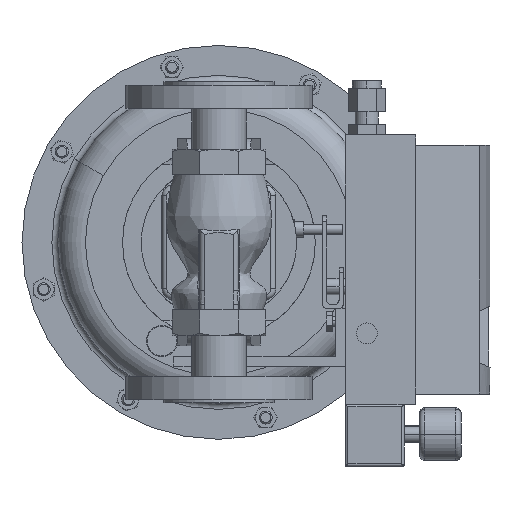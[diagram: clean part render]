
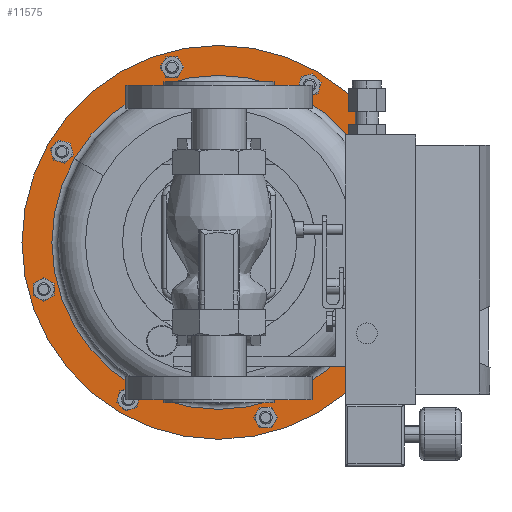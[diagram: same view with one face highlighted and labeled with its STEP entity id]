
A CAD part, front view. The second image highlights one B-rep face of the part: STEP entity #11575.
In plain terms, the highlighted planar face has unit normal (0, -1, 0).
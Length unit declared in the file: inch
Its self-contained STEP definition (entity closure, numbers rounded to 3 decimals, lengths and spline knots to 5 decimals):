
#278 = EDGE_CURVE ( 'NONE', #3345, #30909, #18495, .T. ) ;
#1029 = DIRECTION ( 'NONE',  ( 0.866, 0., -0.5 ) ) ;
#2269 = CARTESIAN_POINT ( 'NONE',  ( -2.375, 8.835, -6.36362 ) ) ;
#2768 = VERTEX_POINT ( 'NONE', #6032 ) ;
#3345 = VERTEX_POINT ( 'NONE', #11152 ) ;
#6032 = CARTESIAN_POINT ( 'NONE',  ( 3.48922, 8.835, -4.2645 ) ) ;
#6579 = CARTESIAN_POINT ( 'NONE',  ( 0., 8.835, -2.25 ) ) ;
#6989 = DIRECTION ( 'NONE',  ( 0., 1., 0. ) ) ;
#9127 = DIRECTION ( 'NONE',  ( 0.866, 0., -0.5 ) ) ;
#10031 = DIRECTION ( 'NONE',  ( 0., -1., 0. ) ) ;
#11152 = CARTESIAN_POINT ( 'NONE',  ( -4.11362, 8.835, 0.125 ) ) ;
#11372 = EDGE_CURVE ( 'NONE', #30909, #3345, #26339, .T. ) ;
#11575 = ADVANCED_FACE ( 'NONE', ( #22328, #15464 ), #22877, .T. ) ;
#11647 = CARTESIAN_POINT ( 'NONE',  ( 0., 8.835, -2.25 ) ) ;
#14243 = DIRECTION ( 'NONE',  ( 0.866, 0., -0.5 ) ) ;
#15464 = FACE_OUTER_BOUND ( 'NONE', #18854, .T. ) ;
#16438 = DIRECTION ( 'NONE',  ( 0., 1., 0. ) ) ;
#16676 = CIRCLE ( 'NONE', #26153, 4.029 ) ;
#17145 = AXIS2_PLACEMENT_3D ( 'NONE', #2269, #10031, #28036 ) ;
#18154 = ORIENTED_EDGE ( 'NONE', *, *, #27960, .T. ) ;
#18495 = CIRCLE ( 'NONE', #20200, 4.75 ) ;
#18854 = EDGE_LOOP ( 'NONE', ( #24636, #30889 ) ) ;
#19001 = CARTESIAN_POINT ( 'NONE',  ( 4.11362, 8.835, -4.625 ) ) ;
#19793 = CIRCLE ( 'NONE', #28901, 4.029 ) ;
#20200 = AXIS2_PLACEMENT_3D ( 'NONE', #31826, #16438, #1029 ) ;
#21238 = AXIS2_PLACEMENT_3D ( 'NONE', #6579, #24544, #9127 ) ;
#22328 = FACE_BOUND ( 'NONE', #22886, .T. ) ;
#22385 = CARTESIAN_POINT ( 'NONE',  ( 0., 8.835, -2.25 ) ) ;
#22877 = PLANE ( 'NONE',  #17145 ) ;
#22886 = EDGE_LOOP ( 'NONE', ( #24405, #18154 ) ) ;
#24405 = ORIENTED_EDGE ( 'NONE', *, *, #30471, .T. ) ;
#24544 = DIRECTION ( 'NONE',  ( 0., 1., 0. ) ) ;
#24636 = ORIENTED_EDGE ( 'NONE', *, *, #11372, .F. ) ;
#24959 = DIRECTION ( 'NONE',  ( 0.866, 0., -0.5 ) ) ;
#26153 = AXIS2_PLACEMENT_3D ( 'NONE', #11647, #29637, #14243 ) ;
#26339 = CIRCLE ( 'NONE', #21238, 4.75 ) ;
#27872 = CARTESIAN_POINT ( 'NONE',  ( -3.48922, 8.835, -0.2355 ) ) ;
#27960 = EDGE_CURVE ( 'NONE', #28340, #2768, #19793, .T. ) ;
#28036 = DIRECTION ( 'NONE',  ( -0.866, 0., 0.5 ) ) ;
#28340 = VERTEX_POINT ( 'NONE', #27872 ) ;
#28901 = AXIS2_PLACEMENT_3D ( 'NONE', #22385, #6989, #24959 ) ;
#29637 = DIRECTION ( 'NONE',  ( 0., 1., 0. ) ) ;
#30471 = EDGE_CURVE ( 'NONE', #2768, #28340, #16676, .T. ) ;
#30889 = ORIENTED_EDGE ( 'NONE', *, *, #278, .F. ) ;
#30909 = VERTEX_POINT ( 'NONE', #19001 ) ;
#31826 = CARTESIAN_POINT ( 'NONE',  ( 0., 8.835, -2.25 ) ) ;
